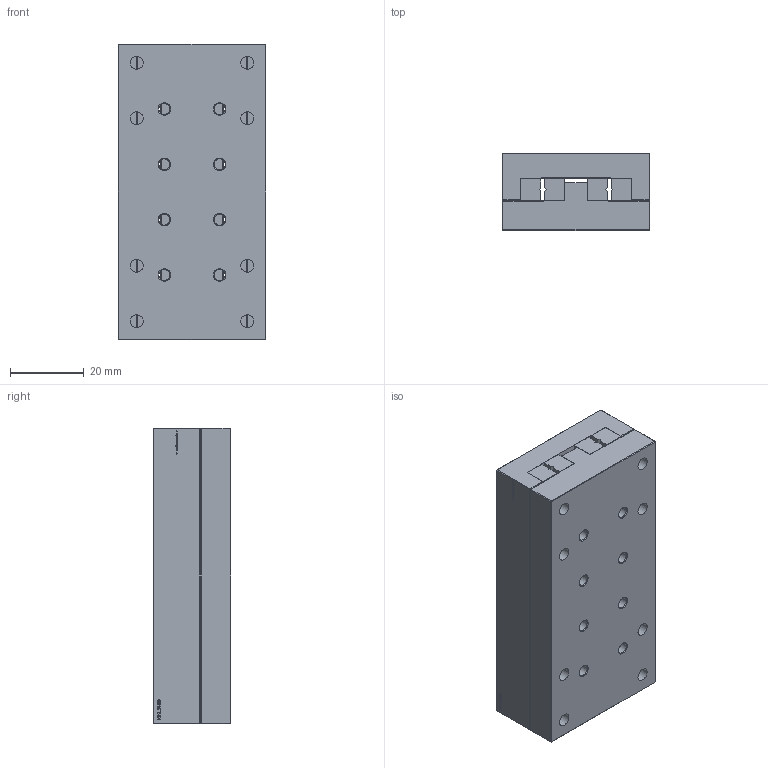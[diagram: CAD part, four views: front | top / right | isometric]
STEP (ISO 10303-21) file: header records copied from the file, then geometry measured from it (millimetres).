
FILE_DESCRIPTION(('FreeCAD Model'),'2;1');
FILE_NAME('NKL 2-80.step', '2020-04-21T20:21:58',('Author'),(''), 'Open CASCADE STEP processor 6.8','FreeCAD','Unknown');
FILE_SCHEMA(('AUTOMOTIVE_DESIGN_CC2 { 1 2 10303 214 -1 1 5 4 }'));
Length unit declared in the file: millimetre
Products named in the file (3): ASSEMBLY; OT; UT
Assembly tree (2 placements, depth 2):
  ASSEMBLY
    OT
    UT
Bounding box: 40 x 21 x 80 mm (x, y, z)
Volume: 63431.2 mm3; surface area: 28433.5 mm2
Topology: 6 solids, 6 shells, 767 faces, 2088 edges, 1372 vertices
Faces by surface type: extrusion 402, plane 317, cylinder 32, cone 16
Full cylindrical faces by diameter (mm): 3 x16, 3.5 x8, 4.5 x8
Entity records: 51772 total; most frequent: CARTESIAN_POINT 12487, DIRECTION 5842, VECTOR 4798, LINE 4396, ORIENTED_EDGE 4176, PCURVE 4176, DEFINITIONAL_REPRESENTATION 4176, EDGE_CURVE 2088
